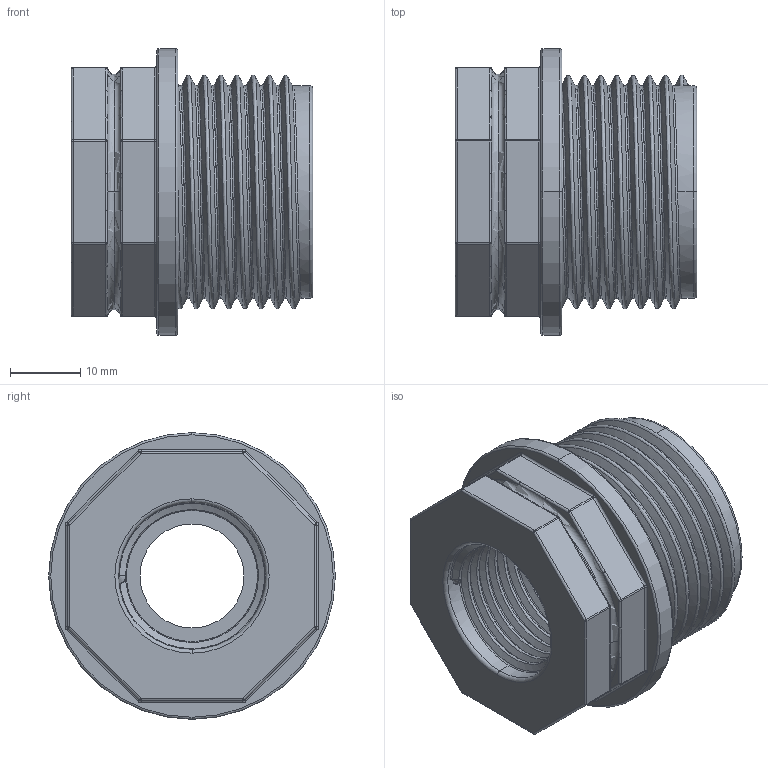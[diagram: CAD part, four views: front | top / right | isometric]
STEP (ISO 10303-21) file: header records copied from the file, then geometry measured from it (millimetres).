
FILE_DESCRIPTION (( 'STEP AP203' ), '1' );
FILE_NAME ('00234_0703.STEP', '2017-05-17T13:54:33', ( '' ), ( '' ), 'SwSTEP 2.0', 'SolidWorks 2011', '' );
FILE_SCHEMA (( 'CONFIG_CONTROL_DESIGN' ));
Length unit declared in the file: millimetre
Products named in the file (1): 00234_0703
Bounding box: 34.4 x 40.8 x 40.8 mm (x, y, z)
Volume: 20629.4 mm3; surface area: 10023.2 mm2
Topology: 1 solids, 1 shells, 224 faces, 537 edges, 302 vertices
Faces by surface type: cylinder 104, plane 38, torus 28, bspline 26, sphere 24, cone 4
Entity records: 14441 total; most frequent: CARTESIAN_POINT 9611, ORIENTED_EDGE 1040, DIRECTION 984, EDGE_CURVE 520, AXIS2_PLACEMENT_3D 407, VERTEX_POINT 302, EDGE_LOOP 230, FACE_OUTER_BOUND 224
